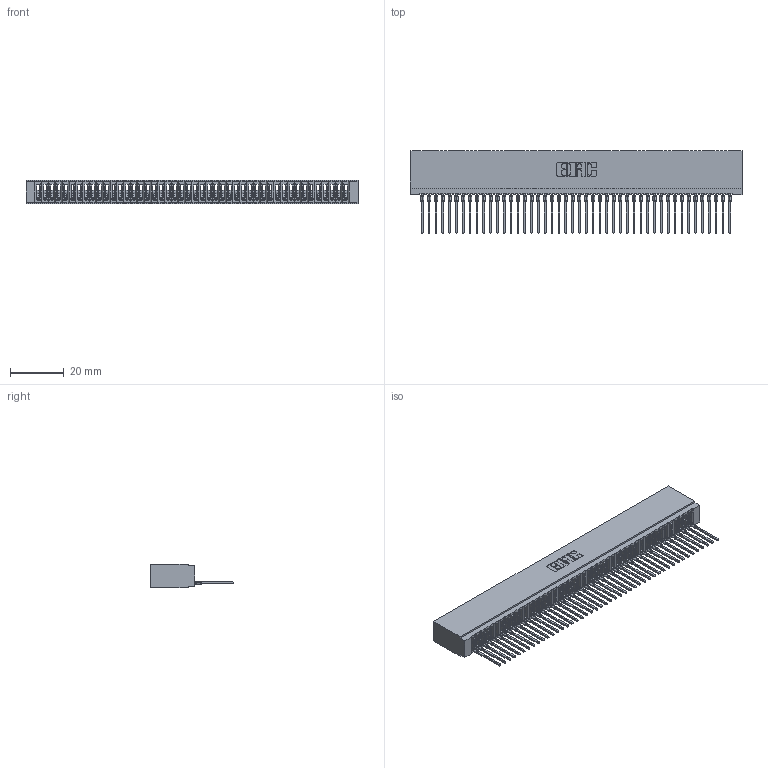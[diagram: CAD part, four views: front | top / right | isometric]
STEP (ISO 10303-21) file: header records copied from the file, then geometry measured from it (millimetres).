
FILE_DESCRIPTION (( 'STEP AP203' ), '1' );
FILE_NAME ('745-046-540-101.STEP', '2026-02-25T21:14:09', ( '' ), ( '' ), 'SwSTEP 2.0', 'SolidWorks 2023', '' );
FILE_SCHEMA (( 'CONFIG_CONTROL_DESIGN' ));
Length unit declared in the file: millimetre
Products named in the file (3): 745-292-001_540; 745-046-540-101; 745 Part_Insulator Option - 01
Assembly tree (47 placements, depth 2):
  745-046-540-101
    745 Part_Insulator Option - 01
    745-292-001_540  x46
Bounding box: 123.44 x 30.62 x 8.89 mm (x, y, z)
Volume: 10778.5 mm3; surface area: 20667.1 mm2
Topology: 47 solids, 47 shells, 5247 faces, 14426 edges, 9096 vertices
Faces by surface type: plane 3137, bspline 920, cylinder 914, torus 276
Entity records: 75424 total; most frequent: CARTESIAN_POINT 13793, ORIENTED_EDGE 13282, DIRECTION 11507, EDGE_CURVE 6641, LINE 6183, VECTOR 6183, VERTEX_POINT 4236, AXIS2_PLACEMENT_3D 2662
